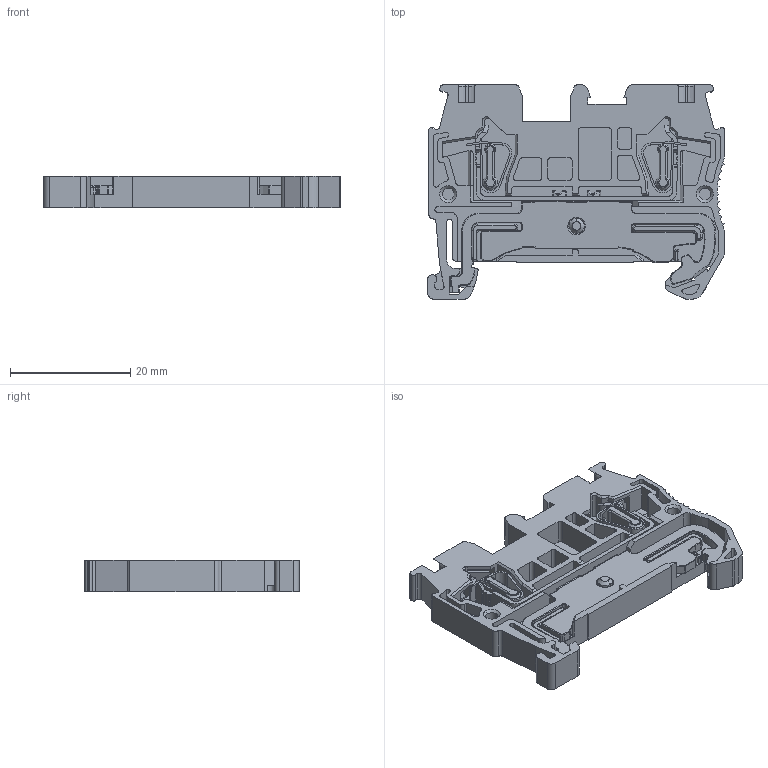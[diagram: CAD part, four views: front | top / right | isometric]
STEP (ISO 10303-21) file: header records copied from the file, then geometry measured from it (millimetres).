
FILE_DESCRIPTION (( 'STEP AP214' ), '1' );
FILE_NAME ('FJ6-2.5-D.STEP', '2024-08-23T11:04:35', ( 'Windows User' ), ( 'P R C' ), 'SwSTEP 2.0', 'SolidWorks 2018', '' );
FILE_SCHEMA (( 'AUTOMOTIVE_DESIGN' ));
Length unit declared in the file: millimetre
Products named in the file (1): FJ6-2.5-D
Bounding box: 49.26 x 35.56 x 5.24 mm (x, y, z)
Volume: 3806.8 mm3; surface area: 8225.1 mm2
Topology: 4 solids, 4 shells, 1117 faces, 3066 edges, 1960 vertices
Faces by surface type: plane 549, cylinder 444, bspline 106, cone 18
Entity records: 37158 total; most frequent: CARTESIAN_POINT 9405, ORIENTED_EDGE 6112, DIRECTION 5458, EDGE_CURVE 3056, VERTEX_POINT 1960, LINE 1944, VECTOR 1944, AXIS2_PLACEMENT_3D 1757
